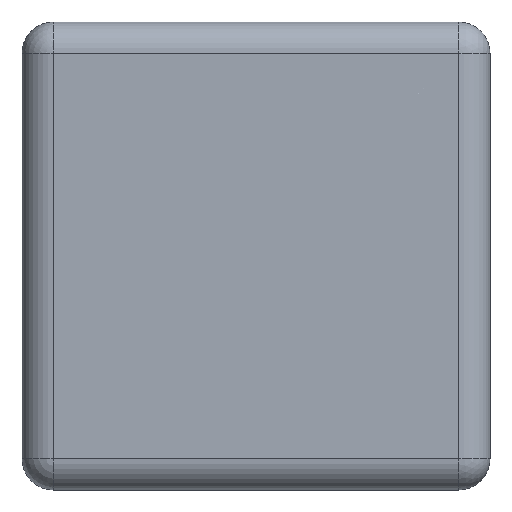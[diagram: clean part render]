
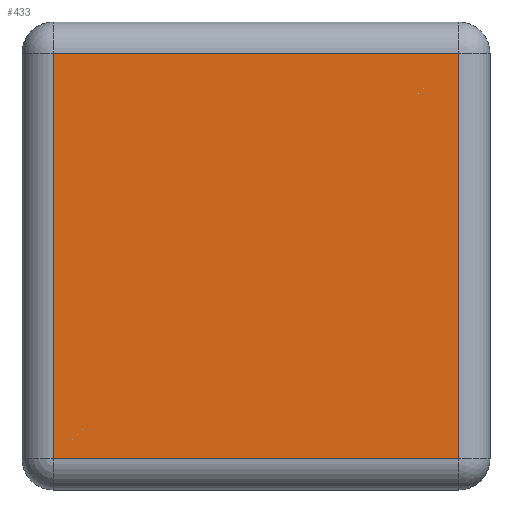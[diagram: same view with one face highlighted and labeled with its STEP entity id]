
A CAD part, left-side view. The second image highlights one B-rep face of the part: STEP entity #433.
In plain terms, the highlighted planar face has unit normal (-1, 0, 0).
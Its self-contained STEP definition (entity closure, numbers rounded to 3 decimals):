
#59 = DIRECTION ( 'NONE',  ( 0., -1., 0. ) ) ;
#120 = LINE ( 'NONE', #1373, #867 ) ;
#165 = VERTEX_POINT ( 'NONE', #305 ) ;
#179 = CARTESIAN_POINT ( 'NONE',  ( -17.5, -15., 28. ) ) ;
#294 = VERTEX_POINT ( 'NONE', #762 ) ;
#305 = CARTESIAN_POINT ( 'NONE',  ( -17.5, 13., 2. ) ) ;
#354 = DIRECTION ( 'NONE',  ( 0., 0., -1. ) ) ;
#433 = ADVANCED_FACE ( 'NONE', ( #1187 ), #1068, .F. ) ;
#441 = VECTOR ( 'NONE', #354, 1000. ) ;
#445 = ORIENTED_EDGE ( 'NONE', *, *, #1099, .T. ) ;
#471 = DIRECTION ( 'NONE',  ( 0., 0., 1. ) ) ;
#477 = LINE ( 'NONE', #1234, #441 ) ;
#480 = CARTESIAN_POINT ( 'NONE',  ( -17.5, -13., 28. ) ) ;
#522 = EDGE_LOOP ( 'NONE', ( #1086, #445, #678, #950 ) ) ;
#678 = ORIENTED_EDGE ( 'NONE', *, *, #1249, .T. ) ;
#701 = LINE ( 'NONE', #1262, #1170 ) ;
#730 = LINE ( 'NONE', #179, #952 ) ;
#762 = CARTESIAN_POINT ( 'NONE',  ( -17.5, 13., 28. ) ) ;
#809 = CARTESIAN_POINT ( 'NONE',  ( -17.5, -13., 2. ) ) ;
#867 = VECTOR ( 'NONE', #471, 1000. ) ;
#888 = VERTEX_POINT ( 'NONE', #480 ) ;
#892 = VERTEX_POINT ( 'NONE', #809 ) ;
#950 = ORIENTED_EDGE ( 'NONE', *, *, #1207, .T. ) ;
#952 = VECTOR ( 'NONE', #1158, 1000. ) ;
#956 = CARTESIAN_POINT ( 'NONE',  ( -17.5, -15., 30. ) ) ;
#1068 = PLANE ( 'NONE',  #1250 ) ;
#1071 = DIRECTION ( 'NONE',  ( 0., 0., -1. ) ) ;
#1086 = ORIENTED_EDGE ( 'NONE', *, *, #1266, .T. ) ;
#1099 = EDGE_CURVE ( 'NONE', #294, #165, #477, .T. ) ;
#1158 = DIRECTION ( 'NONE',  ( 0., 1., 0. ) ) ;
#1170 = VECTOR ( 'NONE', #59, 1000. ) ;
#1187 = FACE_OUTER_BOUND ( 'NONE', #522, .T. ) ;
#1207 = EDGE_CURVE ( 'NONE', #892, #888, #120, .T. ) ;
#1234 = CARTESIAN_POINT ( 'NONE',  ( -17.5, 13., 30. ) ) ;
#1249 = EDGE_CURVE ( 'NONE', #165, #892, #701, .T. ) ;
#1250 = AXIS2_PLACEMENT_3D ( 'NONE', #956, #1414, #1071 ) ;
#1262 = CARTESIAN_POINT ( 'NONE',  ( -17.5, -15., 2. ) ) ;
#1266 = EDGE_CURVE ( 'NONE', #888, #294, #730, .T. ) ;
#1373 = CARTESIAN_POINT ( 'NONE',  ( -17.5, -13., 30. ) ) ;
#1414 = DIRECTION ( 'NONE',  ( 1., 0., 0. ) ) ;
